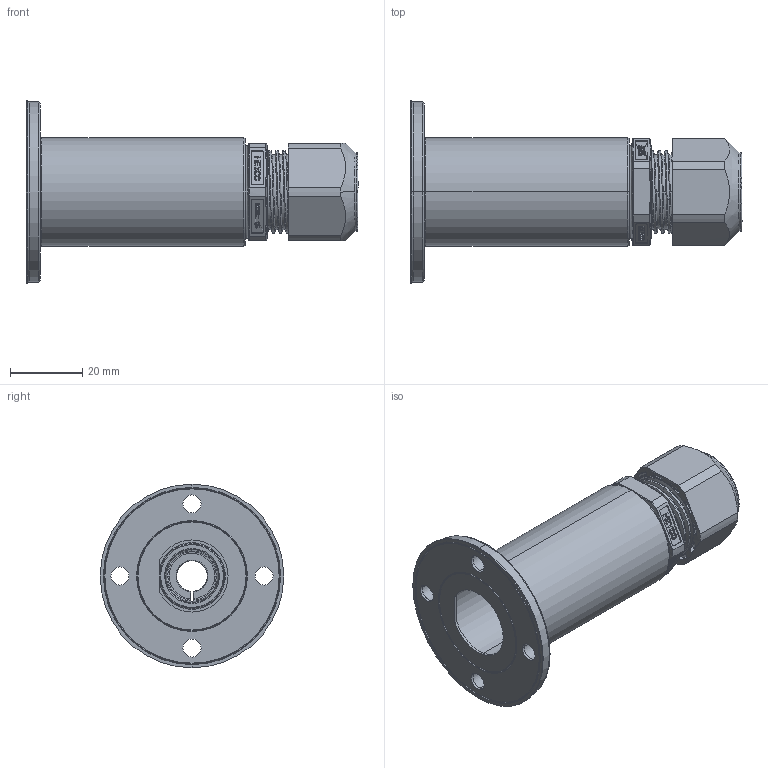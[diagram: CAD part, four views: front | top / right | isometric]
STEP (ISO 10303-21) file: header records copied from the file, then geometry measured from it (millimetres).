
FILE_DESCRIPTION (( 'STEP AP214' ), '1' );
FILE_NAME ('+JSBRU011 R01.STEP', '2019-12-02T11:49:06', ( '' ), ( '' ), 'SwSTEP 2.0', 'SolidWorks 2018', '' );
FILE_SCHEMA (( 'AUTOMOTIVE_DESIGN' ));
Length unit declared in the file: millimetre
Products named in the file (1): +JSBRU011 R01
Bounding box: 92.19 x 51 x 51 mm (x, y, z)
Surface area: 23028.5 mm2 (no closed solid volume)
Topology: 0 solids, 7 shells, 512 faces, 2466 edges, 1932 vertices
Faces by surface type: plane 208, cylinder 119, torus 73, cone 65, bspline 47
Entity records: 40987 total; most frequent: CARTESIAN_POINT 21000, ORIENTED_EDGE 3534, EDGE_CURVE 2465, B_SPLINE_CURVE_WITH_KNOTS 2278, VERTEX_POINT 1932, DIRECTION 1186, EDGE_LOOP 589, AXIS2_PLACEMENT_3D 566
